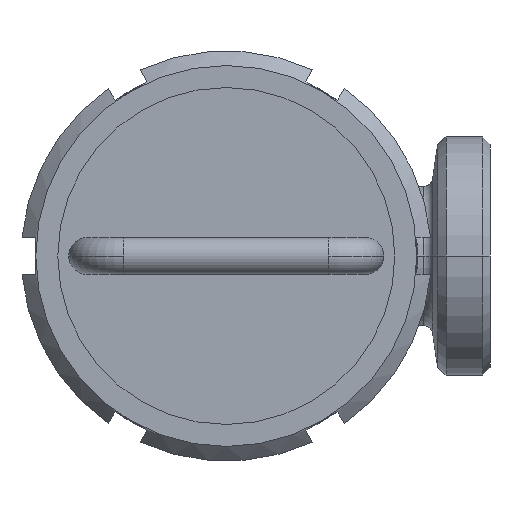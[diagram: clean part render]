
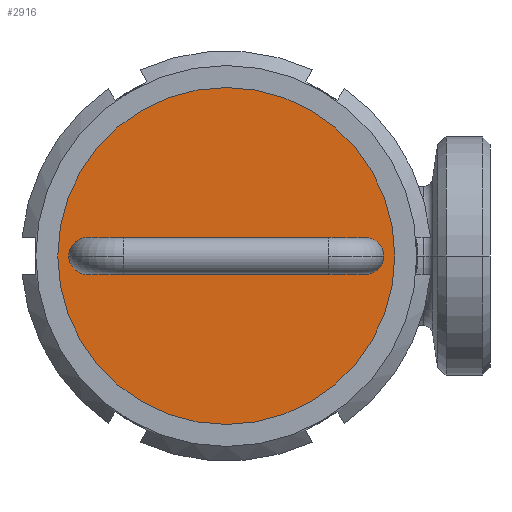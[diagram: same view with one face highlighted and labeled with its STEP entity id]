
A CAD part, left-side view. The second image highlights one B-rep face of the part: STEP entity #2916.
In plain terms, the highlighted planar face has unit normal (-1, 0, 0).
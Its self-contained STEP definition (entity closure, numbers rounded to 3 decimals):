
#1 = DIRECTION ( 'NONE',  ( 0., 1., 0. ) ) ;
#76 = VERTEX_POINT ( 'NONE', #1836 ) ;
#106 = FACE_OUTER_BOUND ( 'NONE', #2316, .T. ) ;
#113 = CIRCLE ( 'NONE', #1838, 46. ) ;
#116 = CIRCLE ( 'NONE', #1939, 5. ) ;
#190 = VERTEX_POINT ( 'NONE', #2212 ) ;
#259 = DIRECTION ( 'NONE',  ( -1., 0., 0. ) ) ;
#290 = CARTESIAN_POINT ( 'NONE',  ( -200.4, 0., 0. ) ) ;
#297 = EDGE_LOOP ( 'NONE', ( #1687, #3182 ) ) ;
#315 = CARTESIAN_POINT ( 'NONE',  ( -200.4, 46., 0. ) ) ;
#348 = EDGE_CURVE ( 'NONE', #1451, #76, #471, .T. ) ;
#351 = EDGE_CURVE ( 'NONE', #382, #190, #1089, .T. ) ;
#382 = VERTEX_POINT ( 'NONE', #2493 ) ;
#471 = CIRCLE ( 'NONE', #1405, 5. ) ;
#590 = AXIS2_PLACEMENT_3D ( 'NONE', #1197, #650, #953 ) ;
#650 = DIRECTION ( 'NONE',  ( -1., 0., 0. ) ) ;
#765 = CARTESIAN_POINT ( 'NONE',  ( -200.4, 38., 0. ) ) ;
#768 = DIRECTION ( 'NONE',  ( -1., 0., 0. ) ) ;
#781 = DIRECTION ( 'NONE',  ( 0., 1., 0. ) ) ;
#790 = CARTESIAN_POINT ( 'NONE',  ( -200.4, -38., -5. ) ) ;
#793 = DIRECTION ( 'NONE',  ( 0., 1., 0. ) ) ;
#807 = AXIS2_PLACEMENT_3D ( 'NONE', #315, #1308, #793 ) ;
#884 = EDGE_CURVE ( 'NONE', #190, #382, #1693, .T. ) ;
#953 = DIRECTION ( 'NONE',  ( 0., -1., 0. ) ) ;
#1006 = VERTEX_POINT ( 'NONE', #1817 ) ;
#1089 = CIRCLE ( 'NONE', #1195, 5. ) ;
#1195 = AXIS2_PLACEMENT_3D ( 'NONE', #2247, #3010, #1785 ) ;
#1197 = CARTESIAN_POINT ( 'NONE',  ( -200.4, 0., 0. ) ) ;
#1260 = CIRCLE ( 'NONE', #590, 46. ) ;
#1308 = DIRECTION ( 'NONE',  ( 1., 0., 0. ) ) ;
#1404 = VERTEX_POINT ( 'NONE', #2225 ) ;
#1405 = AXIS2_PLACEMENT_3D ( 'NONE', #1483, #768, #781 ) ;
#1448 = ORIENTED_EDGE ( 'NONE', *, *, #2690, .F. ) ;
#1451 = VERTEX_POINT ( 'NONE', #790 ) ;
#1483 = CARTESIAN_POINT ( 'NONE',  ( -200.4, -38., 0. ) ) ;
#1687 = ORIENTED_EDGE ( 'NONE', *, *, #351, .F. ) ;
#1693 = CIRCLE ( 'NONE', #2944, 5. ) ;
#1724 = ORIENTED_EDGE ( 'NONE', *, *, #348, .F. ) ;
#1785 = DIRECTION ( 'NONE',  ( 0., 1., 0. ) ) ;
#1817 = CARTESIAN_POINT ( 'NONE',  ( -200.4, 46., 0. ) ) ;
#1836 = CARTESIAN_POINT ( 'NONE',  ( -200.4, -38., 5. ) ) ;
#1838 = AXIS2_PLACEMENT_3D ( 'NONE', #290, #259, #2716 ) ;
#1856 = FACE_BOUND ( 'NONE', #297, .T. ) ;
#1917 = ORIENTED_EDGE ( 'NONE', *, *, #2293, .T. ) ;
#1939 = AXIS2_PLACEMENT_3D ( 'NONE', #2697, #3170, #3120 ) ;
#2147 = EDGE_CURVE ( 'NONE', #1404, #1006, #1260, .T. ) ;
#2212 = CARTESIAN_POINT ( 'NONE',  ( -200.4, 38., 5. ) ) ;
#2225 = CARTESIAN_POINT ( 'NONE',  ( -200.4, -46., 0. ) ) ;
#2247 = CARTESIAN_POINT ( 'NONE',  ( -200.4, 38., 0. ) ) ;
#2293 = EDGE_CURVE ( 'NONE', #1006, #1404, #113, .T. ) ;
#2316 = EDGE_LOOP ( 'NONE', ( #2722, #1917 ) ) ;
#2490 = DIRECTION ( 'NONE',  ( -1., 0., 0. ) ) ;
#2493 = CARTESIAN_POINT ( 'NONE',  ( -200.4, 38., -5. ) ) ;
#2508 = EDGE_LOOP ( 'NONE', ( #1448, #1724 ) ) ;
#2690 = EDGE_CURVE ( 'NONE', #76, #1451, #116, .T. ) ;
#2697 = CARTESIAN_POINT ( 'NONE',  ( -200.4, -38., 0. ) ) ;
#2716 = DIRECTION ( 'NONE',  ( 0., -1., 0. ) ) ;
#2722 = ORIENTED_EDGE ( 'NONE', *, *, #2147, .T. ) ;
#2852 = PLANE ( 'NONE',  #807 ) ;
#2916 = ADVANCED_FACE ( 'NONE', ( #3030, #1856, #106 ), #2852, .F. ) ;
#2944 = AXIS2_PLACEMENT_3D ( 'NONE', #765, #2490, #1 ) ;
#3010 = DIRECTION ( 'NONE',  ( -1., 0., 0. ) ) ;
#3030 = FACE_BOUND ( 'NONE', #2508, .T. ) ;
#3120 = DIRECTION ( 'NONE',  ( 0., 1., 0. ) ) ;
#3170 = DIRECTION ( 'NONE',  ( -1., 0., 0. ) ) ;
#3182 = ORIENTED_EDGE ( 'NONE', *, *, #884, .F. ) ;
